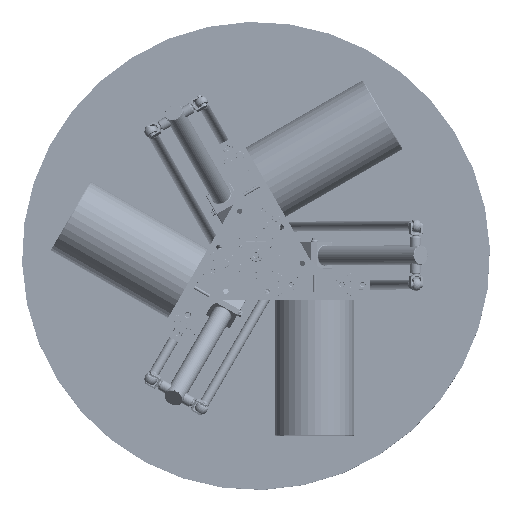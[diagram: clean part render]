
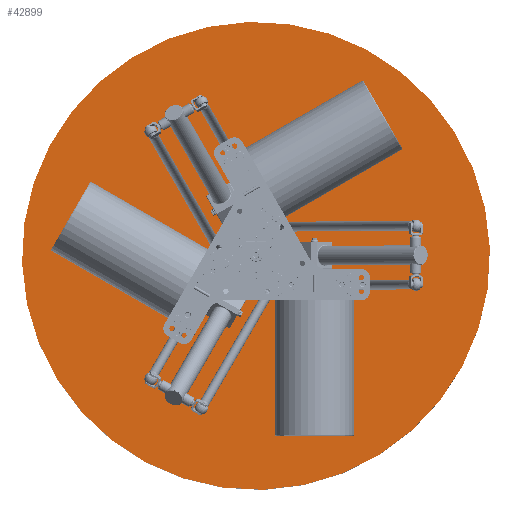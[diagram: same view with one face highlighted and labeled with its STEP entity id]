
A CAD part, top view. The second image highlights one B-rep face of the part: STEP entity #42899.
In plain terms, the highlighted face is planar.
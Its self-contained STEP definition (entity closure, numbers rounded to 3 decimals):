
#4567=PLANE('',#45961);
#5940=FACE_OUTER_BOUND('',#8532,.T.);
#8532=EDGE_LOOP('',(#29995));
#17666=CIRCLE('',#45958,600.);
#19895=VERTEX_POINT('',#63407);
#23871=EDGE_CURVE('',#19895,#19895,#17666,.T.);
#29995=ORIENTED_EDGE('',*,*,#23871,.T.);
#42899=ADVANCED_FACE('',(#5940),#4567,.T.);
#45958=AXIS2_PLACEMENT_3D('',#63408,#50761,#50762);
#45961=AXIS2_PLACEMENT_3D('',#63414,#50768,#50769);
#50761=DIRECTION('center_axis',(0.,0.,-1.));
#50762=DIRECTION('ref_axis',(0.,-1.,0.));
#50768=DIRECTION('center_axis',(0.,0.,-1.));
#50769=DIRECTION('ref_axis',(-1.,0.,0.));
#63407=CARTESIAN_POINT('',(0.,600.,-200.));
#63408=CARTESIAN_POINT('Origin',(0.,0.,-200.));
#63414=CARTESIAN_POINT('Origin',(0.,-300.,-200.));
